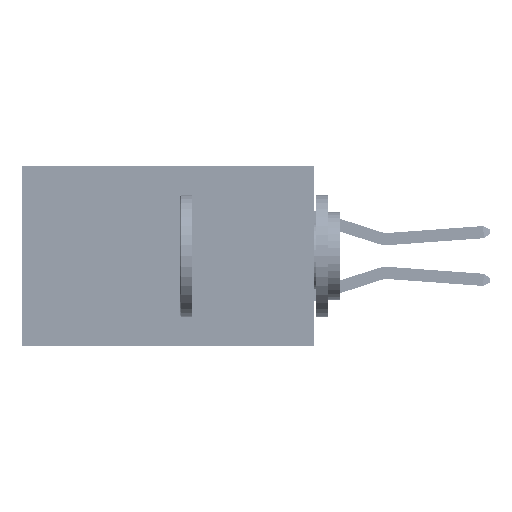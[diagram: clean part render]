
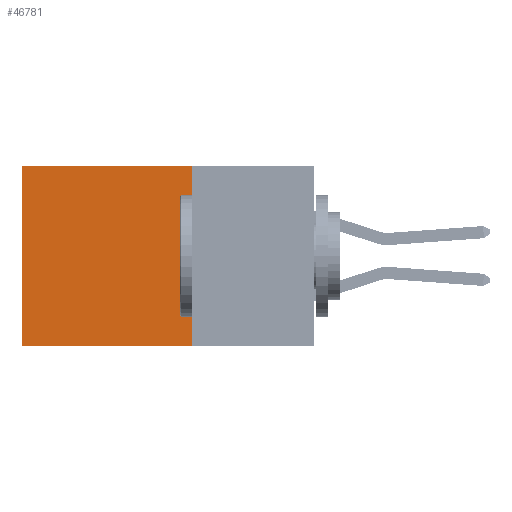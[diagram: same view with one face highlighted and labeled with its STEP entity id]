
A CAD part, left-side view. The second image highlights one B-rep face of the part: STEP entity #46781.
In plain terms, the highlighted planar face has unit normal (-1, 0, 0).
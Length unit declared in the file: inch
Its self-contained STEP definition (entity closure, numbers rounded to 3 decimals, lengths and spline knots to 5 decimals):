
#409 = VECTOR ( 'NONE', #17380, 39.37008 ) ;
#1427 = CARTESIAN_POINT ( 'NONE',  ( 0.2875, 0.6, 0. ) ) ;
#2085 = CARTESIAN_POINT ( 'NONE',  ( 0.2875, 0.6, -0.37 ) ) ;
#3237 = ORIENTED_EDGE ( 'NONE', *, *, #36816, .F. ) ;
#6024 = VECTOR ( 'NONE', #37151, 39.37008 ) ;
#6296 = DIRECTION ( 'NONE',  ( 0., 0., -1. ) ) ;
#7984 = CARTESIAN_POINT ( 'NONE',  ( 0.2875, 0.25, -0.37 ) ) ;
#8391 = LINE ( 'NONE', #7984, #15888 ) ;
#11673 = DIRECTION ( 'NONE',  ( 0., 1., 0. ) ) ;
#15888 = VECTOR ( 'NONE', #11673, 39.37008 ) ;
#17380 = DIRECTION ( 'NONE',  ( 0., 1., 0. ) ) ;
#17539 = VERTEX_POINT ( 'NONE', #2085 ) ;
#22011 = EDGE_CURVE ( 'NONE', #35022, #25538, #35722, .T. ) ;
#23131 = ORIENTED_EDGE ( 'NONE', *, *, #22011, .F. ) ;
#23782 = EDGE_LOOP ( 'NONE', ( #41875, #3237, #23131, #28910 ) ) ;
#23910 = DIRECTION ( 'NONE',  ( 0., 0., -1. ) ) ;
#24853 = CARTESIAN_POINT ( 'NONE',  ( 0.2875, 0.25, 0. ) ) ;
#25538 = VERTEX_POINT ( 'NONE', #29801 ) ;
#26159 = CARTESIAN_POINT ( 'NONE',  ( 0.2875, 0.25, 0. ) ) ;
#26990 = CARTESIAN_POINT ( 'NONE',  ( 0.2875, 0.6, 0. ) ) ;
#27600 = EDGE_CURVE ( 'NONE', #35022, #28589, #30200, .T. ) ;
#28589 = VERTEX_POINT ( 'NONE', #26990 ) ;
#28620 = DIRECTION ( 'NONE',  ( 1., 0., 0. ) ) ;
#28669 = VECTOR ( 'NONE', #23910, 39.37008 ) ;
#28910 = ORIENTED_EDGE ( 'NONE', *, *, #27600, .T. ) ;
#29801 = CARTESIAN_POINT ( 'NONE',  ( 0.2875, 0.25, -0.37 ) ) ;
#30200 = LINE ( 'NONE', #39652, #409 ) ;
#33256 = FACE_OUTER_BOUND ( 'NONE', #23782, .T. ) ;
#35022 = VERTEX_POINT ( 'NONE', #37169 ) ;
#35722 = LINE ( 'NONE', #26159, #6024 ) ;
#36816 = EDGE_CURVE ( 'NONE', #25538, #17539, #8391, .T. ) ;
#37151 = DIRECTION ( 'NONE',  ( 0., 0., -1. ) ) ;
#37169 = CARTESIAN_POINT ( 'NONE',  ( 0.2875, 0.25, 0. ) ) ;
#38960 = EDGE_CURVE ( 'NONE', #28589, #17539, #39629, .T. ) ;
#39629 = LINE ( 'NONE', #1427, #28669 ) ;
#39652 = CARTESIAN_POINT ( 'NONE',  ( 0.2875, 0.25, 0. ) ) ;
#41875 = ORIENTED_EDGE ( 'NONE', *, *, #38960, .T. ) ;
#42699 = AXIS2_PLACEMENT_3D ( 'NONE', #24853, #28620, #6296 ) ;
#46781 = ADVANCED_FACE ( 'NONE', ( #33256 ), #46890, .F. ) ;
#46890 = PLANE ( 'NONE',  #42699 ) ;
